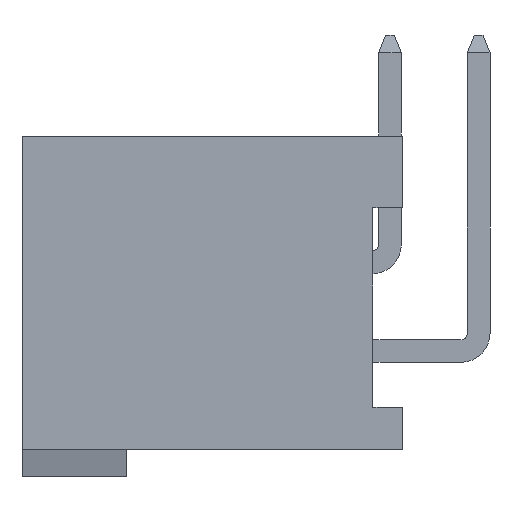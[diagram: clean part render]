
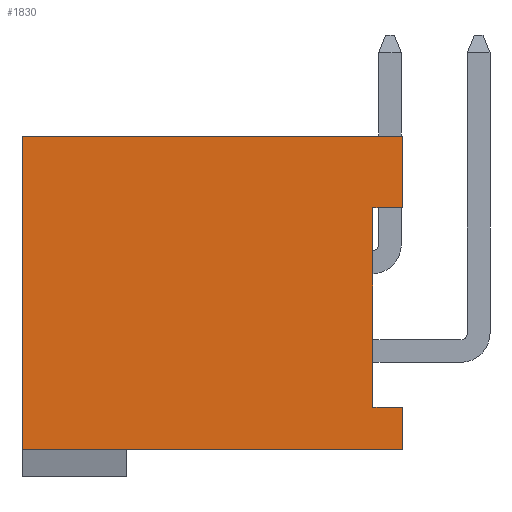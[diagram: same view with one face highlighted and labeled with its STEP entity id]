
A CAD part, left-side view. The second image highlights one B-rep face of the part: STEP entity #1830.
In plain terms, the highlighted planar face has unit normal (-1, 0, 0).
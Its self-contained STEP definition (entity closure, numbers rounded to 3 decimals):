
#149 = VERTEX_POINT('',#150);
#150 = CARTESIAN_POINT('',(-10.06,5.45,-4.1));
#283 = VERTEX_POINT('',#284);
#284 = CARTESIAN_POINT('',(-10.06,5.45,4.875));
#290 = EDGE_CURVE('',#149,#283,#291,.T.);
#291 = LINE('',#292,#293);
#292 = CARTESIAN_POINT('',(-10.06,5.45,-4.1));
#293 = VECTOR('',#294,1.);
#294 = DIRECTION('',(0.,0.,1.));
#554 = EDGE_CURVE('',#149,#555,#557,.T.);
#555 = VERTEX_POINT('',#556);
#556 = CARTESIAN_POINT('',(-10.06,-5.45,-4.1));
#557 = LINE('',#558,#559);
#558 = CARTESIAN_POINT('',(-10.06,5.45,-4.1));
#559 = VECTOR('',#560,1.);
#560 = DIRECTION('',(0.,-1.,0.));
#1093 = VERTEX_POINT('',#1094);
#1094 = CARTESIAN_POINT('',(-10.06,-4.6,2.825));
#1100 = EDGE_CURVE('',#1101,#1093,#1103,.T.);
#1101 = VERTEX_POINT('',#1102);
#1102 = CARTESIAN_POINT('',(-10.06,-5.45,2.825));
#1103 = LINE('',#1104,#1105);
#1104 = CARTESIAN_POINT('',(-10.06,-5.45,2.825));
#1105 = VECTOR('',#1106,1.);
#1106 = DIRECTION('',(0.,1.,0.));
#1184 = VERTEX_POINT('',#1185);
#1185 = CARTESIAN_POINT('',(-10.06,-4.6,-2.875));
#1191 = EDGE_CURVE('',#1184,#1093,#1192,.T.);
#1192 = LINE('',#1193,#1194);
#1193 = CARTESIAN_POINT('',(-10.06,-4.6,-2.875));
#1194 = VECTOR('',#1195,1.);
#1195 = DIRECTION('',(0.,0.,1.));
#1753 = EDGE_CURVE('',#1101,#1754,#1756,.T.);
#1754 = VERTEX_POINT('',#1755);
#1755 = CARTESIAN_POINT('',(-10.06,-5.45,4.875));
#1756 = LINE('',#1757,#1758);
#1757 = CARTESIAN_POINT('',(-10.06,-5.45,2.825));
#1758 = VECTOR('',#1759,1.);
#1759 = DIRECTION('',(0.,0.,1.));
#1794 = EDGE_CURVE('',#555,#1795,#1797,.T.);
#1795 = VERTEX_POINT('',#1796);
#1796 = CARTESIAN_POINT('',(-10.06,-5.45,-2.875));
#1797 = LINE('',#1798,#1799);
#1798 = CARTESIAN_POINT('',(-10.06,-5.45,-4.1));
#1799 = VECTOR('',#1800,1.);
#1800 = DIRECTION('',(0.,0.,1.));
#1830 = ADVANCED_FACE('',(#1831),#1851,.T.);
#1831 = FACE_BOUND('',#1832,.F.);
#1832 = EDGE_LOOP('',(#1833,#1834,#1835,#1841,#1842,#1843,#1844,#1850));
#1833 = ORIENTED_EDGE('',*,*,#554,.F.);
#1834 = ORIENTED_EDGE('',*,*,#290,.T.);
#1835 = ORIENTED_EDGE('',*,*,#1836,.T.);
#1836 = EDGE_CURVE('',#283,#1754,#1837,.T.);
#1837 = LINE('',#1838,#1839);
#1838 = CARTESIAN_POINT('',(-10.06,5.45,4.875));
#1839 = VECTOR('',#1840,1.);
#1840 = DIRECTION('',(0.,-1.,0.));
#1841 = ORIENTED_EDGE('',*,*,#1753,.F.);
#1842 = ORIENTED_EDGE('',*,*,#1100,.T.);
#1843 = ORIENTED_EDGE('',*,*,#1191,.F.);
#1844 = ORIENTED_EDGE('',*,*,#1845,.F.);
#1845 = EDGE_CURVE('',#1795,#1184,#1846,.T.);
#1846 = LINE('',#1847,#1848);
#1847 = CARTESIAN_POINT('',(-10.06,-5.45,-2.875));
#1848 = VECTOR('',#1849,1.);
#1849 = DIRECTION('',(0.,1.,0.));
#1850 = ORIENTED_EDGE('',*,*,#1794,.F.);
#1851 = PLANE('',#1852);
#1852 = AXIS2_PLACEMENT_3D('',#1853,#1854,#1855);
#1853 = CARTESIAN_POINT('',(-10.06,5.45,-4.875));
#1854 = DIRECTION('',(-1.,0.,0.));
#1855 = DIRECTION('',(0.,-1.,0.));
